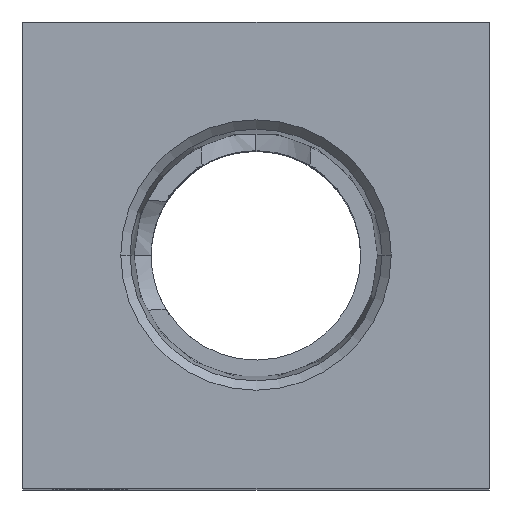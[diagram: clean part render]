
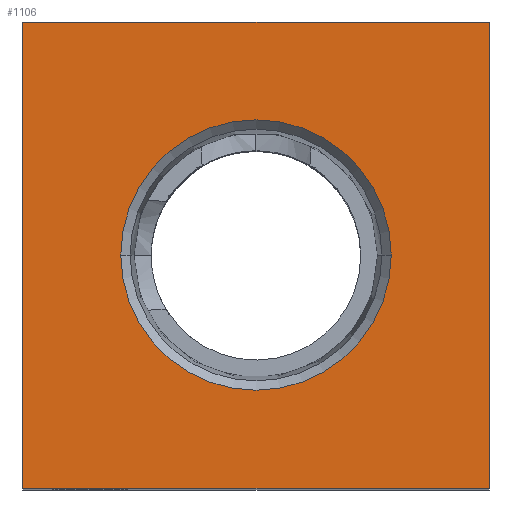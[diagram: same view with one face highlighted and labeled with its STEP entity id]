
A CAD part, top view. The second image highlights one B-rep face of the part: STEP entity #1106.
In plain terms, the highlighted planar face has unit normal (0, 0, 1).
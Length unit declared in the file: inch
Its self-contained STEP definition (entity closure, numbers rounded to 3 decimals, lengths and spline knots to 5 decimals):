
#14 = DIRECTION ( 'NONE',  ( 0., 0., 1. ) ) ;
#31 = CARTESIAN_POINT ( 'NONE',  ( 0., 0., 1.5 ) ) ;
#78 = DIRECTION ( 'NONE',  ( 1., 0., 0. ) ) ;
#101 = CARTESIAN_POINT ( 'NONE',  ( 0.625, 0.625, 1.5 ) ) ;
#123 = DIRECTION ( 'NONE',  ( -1., 0., 0. ) ) ;
#293 = CARTESIAN_POINT ( 'NONE',  ( 0.3626, 0., 1.5 ) ) ;
#395 = ORIENTED_EDGE ( 'NONE', *, *, #2219, .F. ) ;
#453 = ORIENTED_EDGE ( 'NONE', *, *, #3407, .T. ) ;
#594 = LINE ( 'NONE', #1017, #2586 ) ;
#609 = EDGE_CURVE ( 'NONE', #1803, #3495, #2819, .T. ) ;
#689 = CIRCLE ( 'NONE', #2730, 0.3626 ) ;
#729 = CIRCLE ( 'NONE', #3339, 0.3626 ) ;
#860 = EDGE_LOOP ( 'NONE', ( #1918, #395 ) ) ;
#963 = FACE_BOUND ( 'NONE', #860, .T. ) ;
#1017 = CARTESIAN_POINT ( 'NONE',  ( 0.625, -0.625, 1.5 ) ) ;
#1077 = CARTESIAN_POINT ( 'NONE',  ( 0.625, 0.625, 1.5 ) ) ;
#1106 = ADVANCED_FACE ( 'NONE', ( #963, #1647 ), #1298, .T. ) ;
#1147 = VERTEX_POINT ( 'NONE', #3158 ) ;
#1183 = VECTOR ( 'NONE', #2697, 39.37008 ) ;
#1206 = EDGE_CURVE ( 'NONE', #3484, #1147, #689, .T. ) ;
#1209 = DIRECTION ( 'NONE',  ( 1., 0., 0. ) ) ;
#1220 = DIRECTION ( 'NONE',  ( 0., 0., 1. ) ) ;
#1240 = CARTESIAN_POINT ( 'NONE',  ( -0.625, -0.625, 1.5 ) ) ;
#1258 = CARTESIAN_POINT ( 'NONE',  ( 0., 0., 1.5 ) ) ;
#1298 = PLANE ( 'NONE',  #1820 ) ;
#1366 = VECTOR ( 'NONE', #123, 39.37008 ) ;
#1369 = EDGE_CURVE ( 'NONE', #1662, #1803, #2131, .T. ) ;
#1383 = DIRECTION ( 'NONE',  ( 0., 0., 1. ) ) ;
#1647 = FACE_OUTER_BOUND ( 'NONE', #3429, .T. ) ;
#1662 = VERTEX_POINT ( 'NONE', #1715 ) ;
#1715 = CARTESIAN_POINT ( 'NONE',  ( 0.625, -0.625, 1.5 ) ) ;
#1731 = ORIENTED_EDGE ( 'NONE', *, *, #1947, .T. ) ;
#1753 = CARTESIAN_POINT ( 'NONE',  ( -0.625, 0.625, 1.5 ) ) ;
#1803 = VERTEX_POINT ( 'NONE', #1077 ) ;
#1805 = ORIENTED_EDGE ( 'NONE', *, *, #609, .T. ) ;
#1820 = AXIS2_PLACEMENT_3D ( 'NONE', #1258, #1220, #1209 ) ;
#1918 = ORIENTED_EDGE ( 'NONE', *, *, #1206, .F. ) ;
#1947 = EDGE_CURVE ( 'NONE', #2063, #1662, #594, .T. ) ;
#2063 = VERTEX_POINT ( 'NONE', #1240 ) ;
#2131 = LINE ( 'NONE', #2365, #1183 ) ;
#2219 = EDGE_CURVE ( 'NONE', #1147, #3484, #729, .T. ) ;
#2365 = CARTESIAN_POINT ( 'NONE',  ( 0.625, -0.625, 1.5 ) ) ;
#2512 = LINE ( 'NONE', #3176, #3156 ) ;
#2586 = VECTOR ( 'NONE', #3056, 39.37008 ) ;
#2679 = DIRECTION ( 'NONE',  ( 0., -1., 0. ) ) ;
#2697 = DIRECTION ( 'NONE',  ( 0., 1., 0. ) ) ;
#2730 = AXIS2_PLACEMENT_3D ( 'NONE', #31, #14, #78 ) ;
#2819 = LINE ( 'NONE', #101, #1366 ) ;
#3002 = CARTESIAN_POINT ( 'NONE',  ( 0., 0., 1.5 ) ) ;
#3021 = ORIENTED_EDGE ( 'NONE', *, *, #1369, .T. ) ;
#3056 = DIRECTION ( 'NONE',  ( 1., 0., 0. ) ) ;
#3156 = VECTOR ( 'NONE', #2679, 39.37008 ) ;
#3158 = CARTESIAN_POINT ( 'NONE',  ( -0.3626, 0., 1.5 ) ) ;
#3176 = CARTESIAN_POINT ( 'NONE',  ( -0.625, -0.625, 1.5 ) ) ;
#3243 = DIRECTION ( 'NONE',  ( 1., 0., 0. ) ) ;
#3339 = AXIS2_PLACEMENT_3D ( 'NONE', #3002, #1383, #3243 ) ;
#3407 = EDGE_CURVE ( 'NONE', #3495, #2063, #2512, .T. ) ;
#3429 = EDGE_LOOP ( 'NONE', ( #453, #1731, #3021, #1805 ) ) ;
#3484 = VERTEX_POINT ( 'NONE', #293 ) ;
#3495 = VERTEX_POINT ( 'NONE', #1753 ) ;
